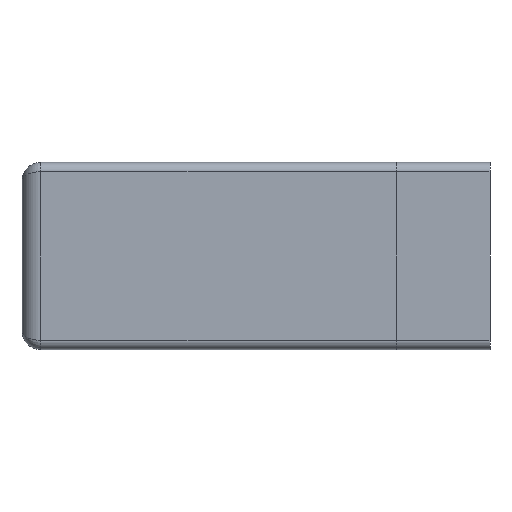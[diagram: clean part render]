
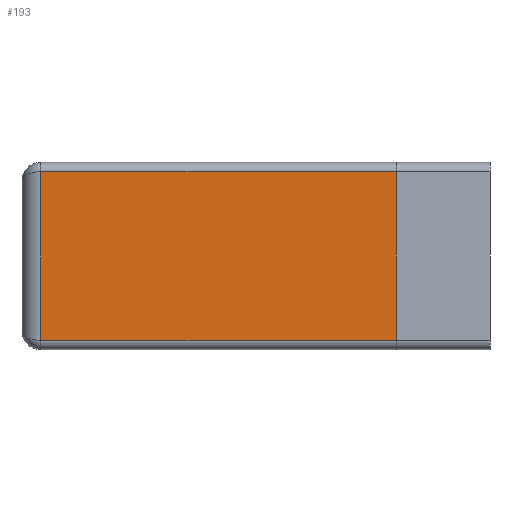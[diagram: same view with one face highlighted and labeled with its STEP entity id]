
A CAD part, front view. The second image highlights one B-rep face of the part: STEP entity #193.
In plain terms, the highlighted planar face has unit normal (0, -1, 0).
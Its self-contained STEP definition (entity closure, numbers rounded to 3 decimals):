
#193=ADVANCED_FACE('',(#271),#273,.T.);
#271=FACE_BOUND('',#272,.T.);
#272=EDGE_LOOP('',(#1933,#1934,#1935,#1936));
#273=PLANE('',#274);
#274=AXIS2_PLACEMENT_3D('',#275,#276,#277);
#275=CARTESIAN_POINT('',(0.,-3.,9.));
#276=DIRECTION('',(0.,-1.,0.));
#277=DIRECTION('',(0.,0.,-1.));
#1933=ORIENTED_EDGE('',*,*,#2196,.T.);
#1934=ORIENTED_EDGE('',*,*,#2197,.T.);
#1935=ORIENTED_EDGE('',*,*,#2198,.F.);
#1936=ORIENTED_EDGE('',*,*,#2194,.F.);
#2194=EDGE_CURVE('',#2334,#2336,#2337,.T.);
#2196=EDGE_CURVE('',#2334,#2339,#2340,.T.);
#2197=EDGE_CURVE('',#2339,#2341,#2342,.T.);
#2198=EDGE_CURVE('',#2336,#2341,#2343,.T.);
#2334=VERTEX_POINT('',#2576);
#2336=VERTEX_POINT('',#2581);
#2337=LINE('',#2582,#2583);
#2339=VERTEX_POINT('',#2589);
#2340=LINE('',#2590,#2591);
#2341=VERTEX_POINT('',#2593);
#2342=LINE('',#2594,#2595);
#2343=LINE('',#2597,#2598);
#2576=CARTESIAN_POINT('',(2.,-3.,9.));
#2581=CARTESIAN_POINT('',(40.,-3.,9.));
#2582=CARTESIAN_POINT('',(2.,-3.,9.));
#2583=VECTOR('',#2584,1.);
#2584=DIRECTION('',(1.,0.,0.));
#2589=CARTESIAN_POINT('',(2.,-3.,-9.));
#2590=CARTESIAN_POINT('',(2.,-3.,9.));
#2591=VECTOR('',#2592,1.);
#2592=DIRECTION('',(0.,0.,-1.));
#2593=CARTESIAN_POINT('',(40.,-3.,-9.));
#2594=CARTESIAN_POINT('',(2.,-3.,-9.));
#2595=VECTOR('',#2596,1.);
#2596=DIRECTION('',(1.,0.,0.));
#2597=CARTESIAN_POINT('',(40.,-3.,9.));
#2598=VECTOR('',#2599,1.);
#2599=DIRECTION('',(0.,0.,-1.));
